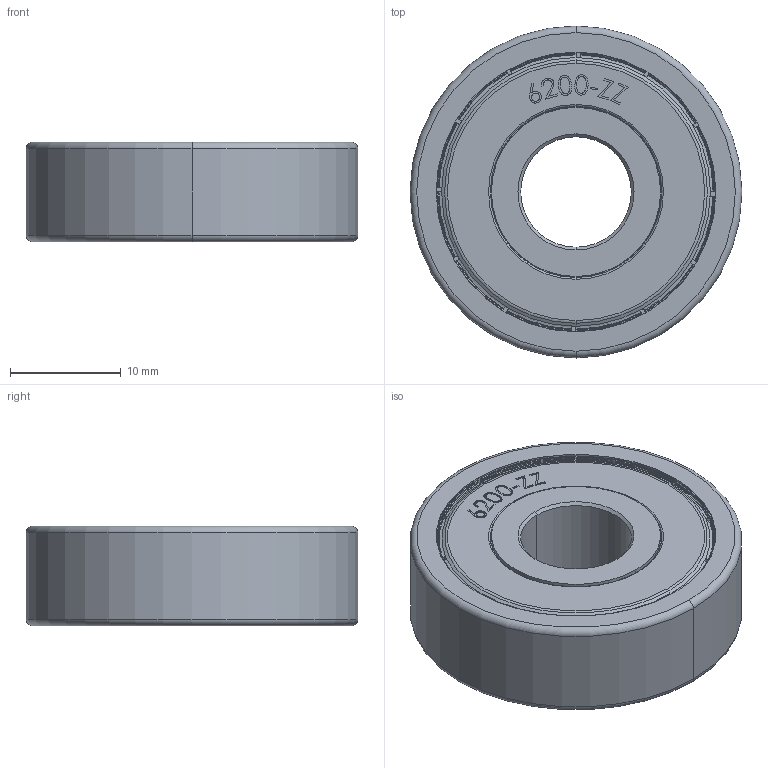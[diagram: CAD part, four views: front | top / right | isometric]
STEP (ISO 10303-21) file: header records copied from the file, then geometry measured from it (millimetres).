
FILE_DESCRIPTION (( 'STEP AP203' ), '1' );
FILE_NAME ('Bearing_Ball_6200_ZZ.STEP', '2022-02-24T15:56:52', ( '' ), ( '' ), 'SwSTEP 2.0', 'SolidWorks 2018', '' );
FILE_SCHEMA (( 'CONFIG_CONTROL_DESIGN' ));
Length unit declared in the file: millimetre
Products named in the file (1): Bearing_Ball_6200_ZZ
Bounding box: 30 x 30 x 9 mm (x, y, z)
Volume: 5529.7 mm3; surface area: 2478.2 mm2
Topology: 1 solids, 1 shells, 364 faces, 958 edges, 612 vertices
Faces by surface type: plane 215, torus 68, cylinder 40, bspline 33, cone 8
Entity records: 14385 total; most frequent: CARTESIAN_POINT 5536, ORIENTED_EDGE 1916, DIRECTION 1728, EDGE_CURVE 958, AXIS2_PLACEMENT_3D 624, VERTEX_POINT 612, VECTOR 480, LINE 480
